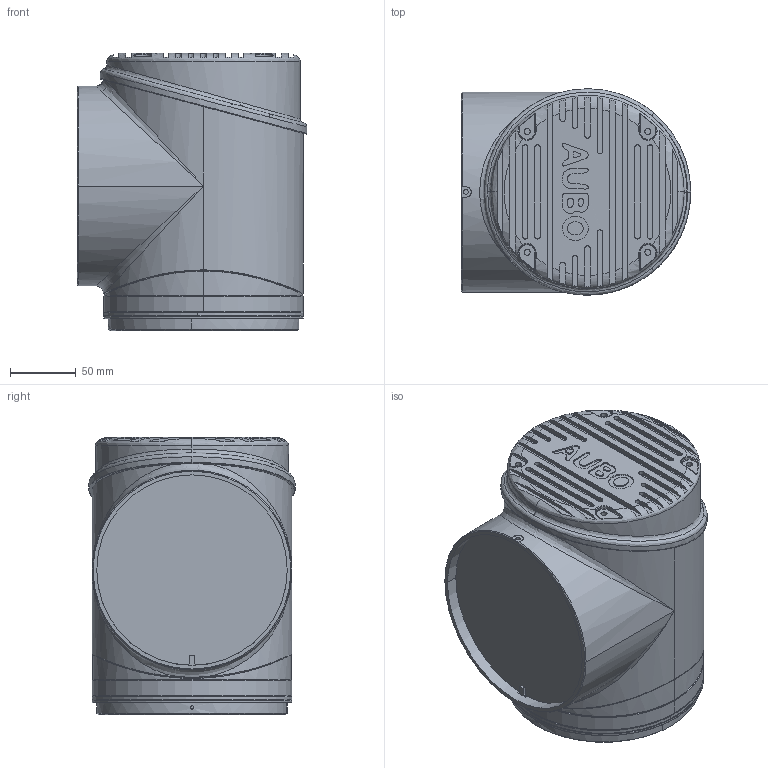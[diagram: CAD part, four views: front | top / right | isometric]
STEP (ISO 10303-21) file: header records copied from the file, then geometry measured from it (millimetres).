
FILE_DESCRIPTION (( 'STEP AP203' ), '1' );
FILE_NAME ('i10_07_Default_sldprt.STEP', '2023-11-12T11:45:50', ( '' ), ( '' ), 'SwSTEP 2.0', 'SolidWorks 2021', '' );
FILE_SCHEMA (( 'CONFIG_CONTROL_DESIGN' ));
Length unit declared in the file: millimetre
Products named in the file (1): i10_07_Default_sldprt
Bounding box: 174.5 x 156.97 x 211.01 mm (x, y, z)
Volume: 4183753.1 mm3; surface area: 167827.6 mm2
Topology: 1 solids, 1 shells, 332 faces, 838 edges, 531 vertices
Faces by surface type: plane 125, cylinder 88, bspline 88, cone 19, torus 12
Entity records: 20710 total; most frequent: CARTESIAN_POINT 13337, ORIENTED_EDGE 1668, DIRECTION 1312, EDGE_CURVE 834, VERTEX_POINT 531, AXIS2_PLACEMENT_3D 513, EDGE_LOOP 361, FACE_OUTER_BOUND 332
